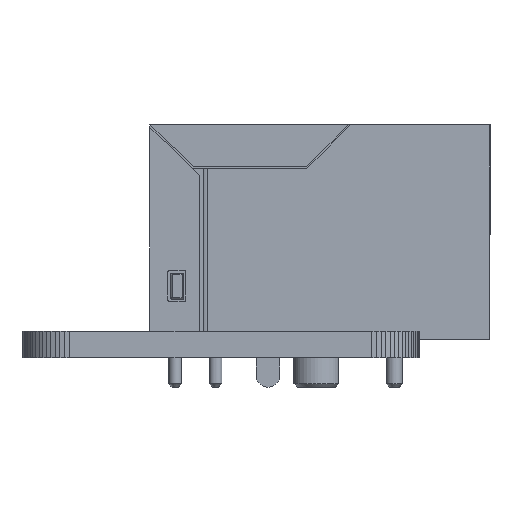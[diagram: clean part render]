
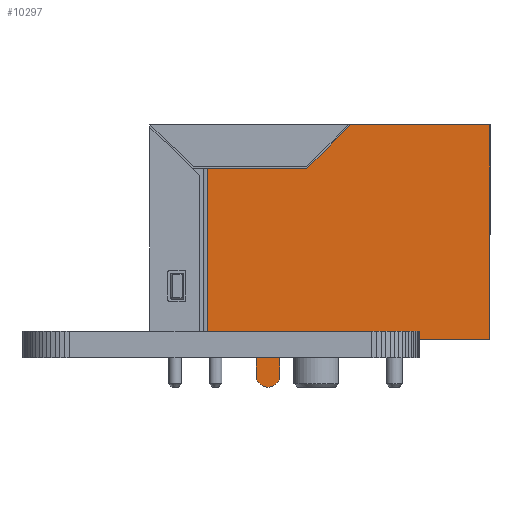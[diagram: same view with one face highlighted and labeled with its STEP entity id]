
A CAD part, front view. The second image highlights one B-rep face of the part: STEP entity #10297.
In plain terms, the highlighted face is planar.
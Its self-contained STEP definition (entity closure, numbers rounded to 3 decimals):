
#8359 = VERTEX_POINT('',#8360);
#8360 = CARTESIAN_POINT('',(0.,0.,-8.763));
#8366 = EDGE_CURVE('',#8359,#8367,#8369,.T.);
#8367 = VERTEX_POINT('',#8368);
#8368 = CARTESIAN_POINT('',(0.,0.,0.));
#8369 = LINE('',#8370,#8371);
#8370 = CARTESIAN_POINT('',(0.,0.,-21.4));
#8371 = VECTOR('',#8372,1.);
#8372 = DIRECTION('',(0.,0.,1.));
#10297 = ADVANCED_FACE('',(#10298),#10372,.T.);
#10298 = FACE_BOUND('',#10299,.T.);
#10299 = EDGE_LOOP('',(#10300,#10310,#10318,#10326,#10334,#10343,#10351,
    #10359,#10365,#10366));
#10300 = ORIENTED_EDGE('',*,*,#10301,.T.);
#10301 = EDGE_CURVE('',#10302,#10304,#10306,.T.);
#10302 = VERTEX_POINT('',#10303);
#10303 = CARTESIAN_POINT('',(0.,-2.72,-11.529));
#10304 = VERTEX_POINT('',#10305);
#10305 = CARTESIAN_POINT('',(0.,-2.72,-17.748));
#10306 = LINE('',#10307,#10308);
#10307 = CARTESIAN_POINT('',(0.,-2.72,-21.4));
#10308 = VECTOR('',#10309,1.);
#10309 = DIRECTION('',(0.,0.,-1.));
#10310 = ORIENTED_EDGE('',*,*,#10311,.T.);
#10311 = EDGE_CURVE('',#10304,#10312,#10314,.T.);
#10312 = VERTEX_POINT('',#10313);
#10313 = CARTESIAN_POINT('',(0.,-13.5,-17.748));
#10314 = LINE('',#10315,#10316);
#10315 = CARTESIAN_POINT('',(0.,-13.5,-17.748));
#10316 = VECTOR('',#10317,1.);
#10317 = DIRECTION('',(0.,-1.,0.));
#10318 = ORIENTED_EDGE('',*,*,#10319,.T.);
#10319 = EDGE_CURVE('',#10312,#10320,#10322,.T.);
#10320 = VERTEX_POINT('',#10321);
#10321 = CARTESIAN_POINT('',(0.,-13.5,-14.72));
#10322 = LINE('',#10323,#10324);
#10323 = CARTESIAN_POINT('',(0.,-13.5,-21.4));
#10324 = VECTOR('',#10325,1.);
#10325 = DIRECTION('',(0.,0.,1.));
#10326 = ORIENTED_EDGE('',*,*,#10327,.T.);
#10327 = EDGE_CURVE('',#10320,#10328,#10330,.T.);
#10328 = VERTEX_POINT('',#10329);
#10329 = CARTESIAN_POINT('',(0.,-15.75,-14.72));
#10330 = LINE('',#10331,#10332);
#10331 = CARTESIAN_POINT('',(0.,-13.5,-14.72));
#10332 = VECTOR('',#10333,1.);
#10333 = DIRECTION('',(0.,-1.,0.));
#10334 = ORIENTED_EDGE('',*,*,#10335,.T.);
#10335 = EDGE_CURVE('',#10328,#10336,#10338,.T.);
#10336 = VERTEX_POINT('',#10337);
#10337 = CARTESIAN_POINT('',(0.,-15.75,-13.22));
#10338 = CIRCLE('',#10339,0.75);
#10339 = AXIS2_PLACEMENT_3D('',#10340,#10341,#10342);
#10340 = CARTESIAN_POINT('',(0.,-15.75,-13.97));
#10341 = DIRECTION('',(-1.,0.,0.));
#10342 = DIRECTION('',(0.,0.,1.));
#10343 = ORIENTED_EDGE('',*,*,#10344,.T.);
#10344 = EDGE_CURVE('',#10336,#10345,#10347,.T.);
#10345 = VERTEX_POINT('',#10346);
#10346 = CARTESIAN_POINT('',(0.,-13.5,-13.22));
#10347 = LINE('',#10348,#10349);
#10348 = CARTESIAN_POINT('',(0.,-15.75,-13.22));
#10349 = VECTOR('',#10350,1.);
#10350 = DIRECTION('',(0.,1.,0.));
#10351 = ORIENTED_EDGE('',*,*,#10352,.T.);
#10352 = EDGE_CURVE('',#10345,#10353,#10355,.T.);
#10353 = VERTEX_POINT('',#10354);
#10354 = CARTESIAN_POINT('',(0.,-13.5,0.));
#10355 = LINE('',#10356,#10357);
#10356 = CARTESIAN_POINT('',(0.,-13.5,-21.4));
#10357 = VECTOR('',#10358,1.);
#10358 = DIRECTION('',(0.,0.,1.));
#10359 = ORIENTED_EDGE('',*,*,#10360,.T.);
#10360 = EDGE_CURVE('',#10353,#8367,#10361,.T.);
#10361 = LINE('',#10362,#10363);
#10362 = CARTESIAN_POINT('',(0.,-13.5,0.));
#10363 = VECTOR('',#10364,1.);
#10364 = DIRECTION('',(0.,1.,0.));
#10365 = ORIENTED_EDGE('',*,*,#8366,.F.);
#10366 = ORIENTED_EDGE('',*,*,#10367,.T.);
#10367 = EDGE_CURVE('',#8359,#10302,#10368,.T.);
#10368 = LINE('',#10369,#10370);
#10369 = CARTESIAN_POINT('',(0.,-12.956,-21.935));
#10370 = VECTOR('',#10371,1.);
#10371 = DIRECTION('',(0.,-0.701,-0.713));
#10372 = PLANE('',#10373);
#10373 = AXIS2_PLACEMENT_3D('',#10374,#10375,#10376);
#10374 = CARTESIAN_POINT('',(0.,-13.5,-21.4));
#10375 = DIRECTION('',(-1.,0.,0.));
#10376 = DIRECTION('',(0.,0.,1.));
